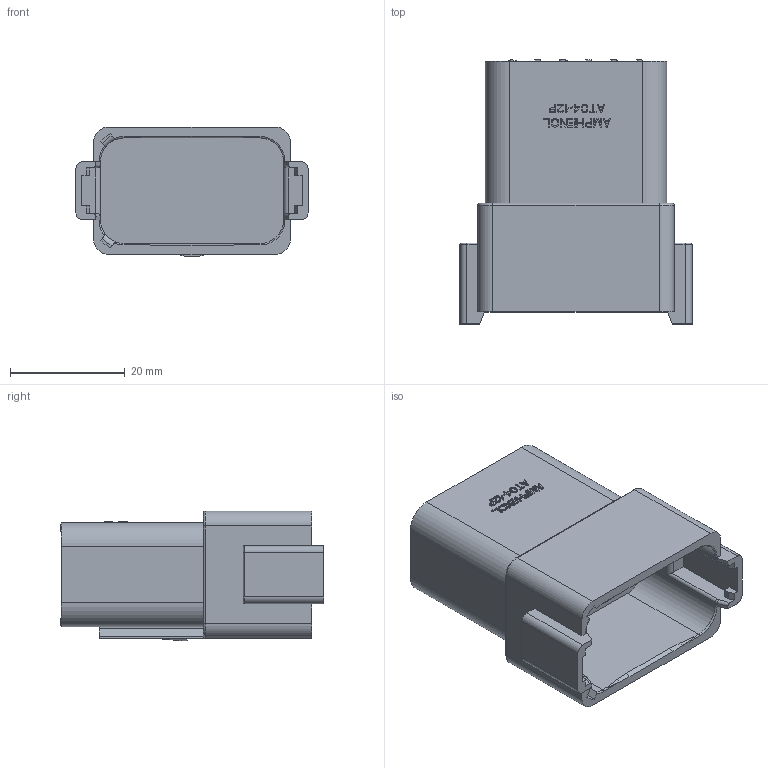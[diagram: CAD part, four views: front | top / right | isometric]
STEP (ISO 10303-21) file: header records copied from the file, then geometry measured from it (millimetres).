
FILE_DESCRIPTION((''),'2;1');
FILE_NAME('AT04-12PB-NES_SW0001','2023-02-21T',('orion.li'),(''),'PRO/ENGINEER BY PARAMETRIC TECHNOLOGY CORPORATION, 2016360','PRO/ENGINEER BY PARAMETRIC TECHNOLOGY CORPORATION, 2016360','');
FILE_SCHEMA(('CONFIG_CONTROL_DESIGN'));
Length unit declared in the file: inch
Products named in the file (1): AT04-12PB-NES_SW0001
Bounding box: 40.45 x 46 x 22.63 mm (x, y, z)
Volume: 18012.1 mm3; surface area: 8671.6 mm2
Topology: 1 solids, 1 shells, 1159 faces, 3178 edges, 2104 vertices
Faces by surface type: plane 976, cylinder 91, torus 48, extrusion 43, cone 1
Entity records: 36591 total; most frequent: CARTESIAN_POINT 7092, ORIENTED_EDGE 6356, DIRECTION 5580, EDGE_CURVE 3178, VECTOR 2840, LINE 2797, VERTEX_POINT 2104, AXIS2_PLACEMENT_3D 1370
